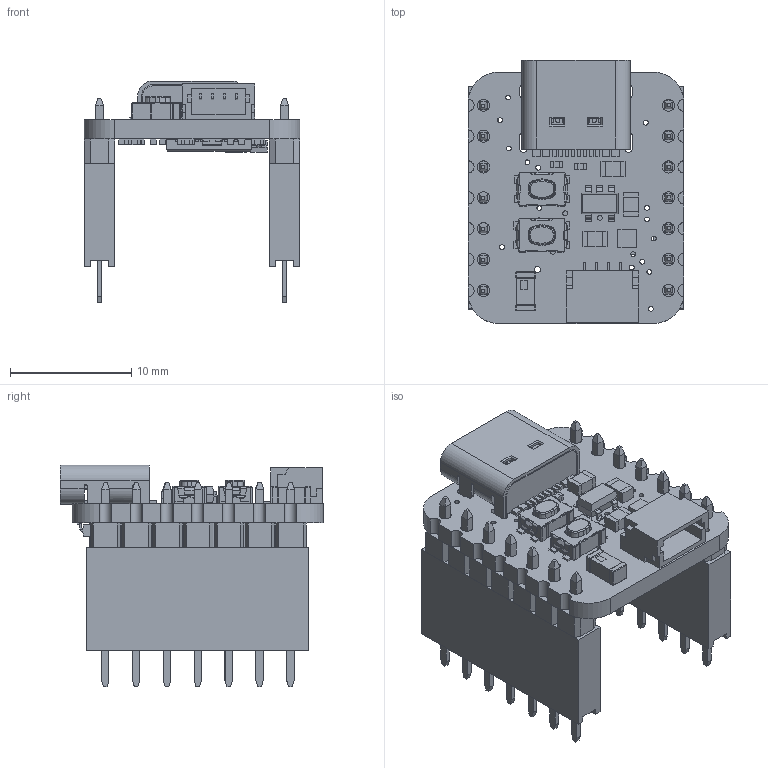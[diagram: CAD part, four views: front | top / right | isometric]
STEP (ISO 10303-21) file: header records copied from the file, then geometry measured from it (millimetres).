
FILE_DESCRIPTION(/* description */ (''),/* implementation_level */ '2;1');
FILE_NAME(/* name */ 'ESP32S2-QTPY-THRU-HOLE.step',/* time_stamp */ '2023-07-01T09:58:02-06:00',/* author */ (''),/* organization */ (''),/* preprocessor_version */ 'ST-DEVELOPER v19.2',/* originating_system */ 'Autodesk Translation Framework v12.6.0.85',/* authorisation */ '');
FILE_SCHEMA (('AUTOMOTIVE_DESIGN { 1 0 10303 214 3 1 1 }'));
Products named in the file (18): ESP32S2-QTPY-THRU-HOLE; ESP32S2-QTPY; PCB Component; Board; 0805-NO; BTN_KMR2_4.6X2.8; _0402NO; USB_C_CUSB31-CFM2AX-01-X; JST_SH4_SKINNY; SOT23-5; SK6805_1515; SOD-323_MINI; QFN40P700X700X90-57T400N; _0402; CRYSTAL_2X1.6; ANT_2450AT18B100; Connector-Pin-Header-7Pin; connector-female-pin-header-7Pins
Assembly tree (46 placements, depth 4):
  ESP32S2-QTPY-THRU-HOLE
    ESP32S2-QTPY
      PCB Component
        Board
        0805-NO  x3
        BTN_KMR2_4.6X2.8  x2
        _0402NO  x23
        USB_C_CUSB31-CFM2AX-01-X
        JST_SH4_SKINNY
        SOT23-5
        SK6805_1515
        SOD-323_MINI  x2
        QFN40P700X700X90-57T400N
        _0402  x2
        CRYSTAL_2X1.6
        ANT_2450AT18B100
    Connector-Pin-Header-7Pin  x2
    connector-female-pin-header-7Pins  x2
Bounding box: 17.78 x 21.66 x 18.27 mm (x, y, z)
Volume: 1721.8 mm3; surface area: 4726.1 mm2
Topology: 161 solids, 161 shells, 3291 faces, 8291 edges, 5348 vertices
Faces by surface type: plane 2727, cylinder 464, bspline 38, torus 22, sphere 22, cone 18
Full cylindrical faces by diameter (mm): 0.394 x34, 0.5 x3, 0.65 x2, 1 x14
Entity records: 67575 total; most frequent: CARTESIAN_POINT 12931, ORIENTED_EDGE 11084, DIRECTION 10636, EDGE_CURVE 5542, LINE 4706, VECTOR 4706, VERTEX_POINT 3582, AXIS2_PLACEMENT_3D 2965
